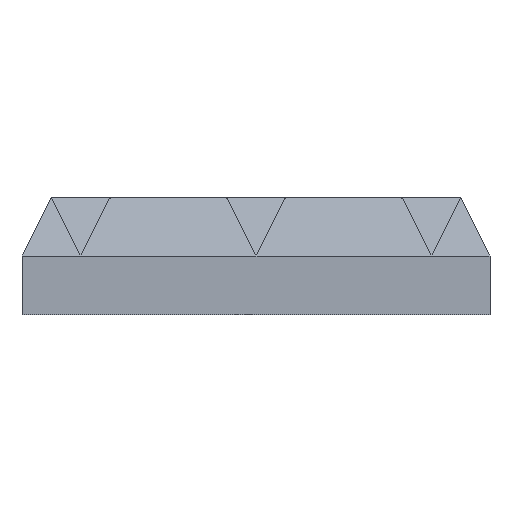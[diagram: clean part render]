
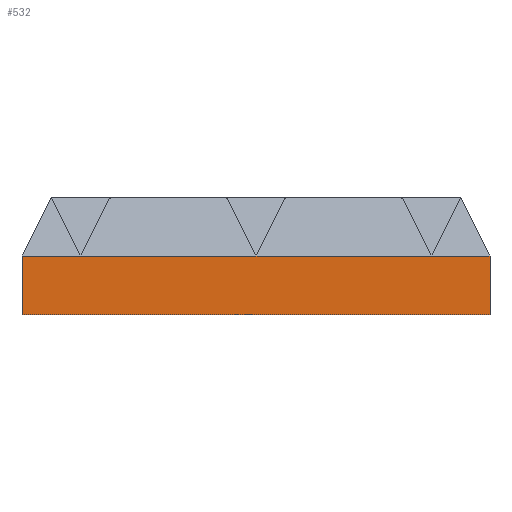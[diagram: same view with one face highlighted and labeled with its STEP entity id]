
A CAD part, left-side view. The second image highlights one B-rep face of the part: STEP entity #532.
In plain terms, the highlighted planar face has unit normal (-1, 0, 0).
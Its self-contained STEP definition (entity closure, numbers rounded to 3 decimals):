
#243 = VERTEX_POINT('',#244);
#244 = CARTESIAN_POINT('',(-0.5,-0.5,1.));
#250 = EDGE_CURVE('',#243,#251,#253,.T.);
#251 = VERTEX_POINT('',#252);
#252 = CARTESIAN_POINT('',(-0.5,-0.5,0.));
#253 = LINE('',#254,#255);
#254 = CARTESIAN_POINT('',(-0.5,-0.5,1.));
#255 = VECTOR('',#256,1.);
#256 = DIRECTION('',(0.,0.,-1.));
#397 = VERTEX_POINT('',#398);
#398 = CARTESIAN_POINT('',(-0.5,0.5,1.));
#415 = VERTEX_POINT('',#416);
#416 = CARTESIAN_POINT('',(-0.5,3.5,1.));
#422 = EDGE_CURVE('',#415,#397,#423,.T.);
#423 = LINE('',#424,#425);
#424 = CARTESIAN_POINT('',(-0.5,3.,1.));
#425 = VECTOR('',#426,1.);
#426 = DIRECTION('',(0.,-1.,0.));
#481 = EDGE_CURVE('',#243,#397,#482,.T.);
#482 = LINE('',#483,#484);
#483 = CARTESIAN_POINT('',(-0.5,-0.5,1.));
#484 = VECTOR('',#485,1.);
#485 = DIRECTION('',(0.,1.,0.));
#532 = ADVANCED_FACE('',(#533),#568,.T.);
#533 = FACE_BOUND('',#534,.T.);
#534 = EDGE_LOOP('',(#535,#536,#537,#545,#553,#561,#567));
#535 = ORIENTED_EDGE('',*,*,#481,.T.);
#536 = ORIENTED_EDGE('',*,*,#422,.F.);
#537 = ORIENTED_EDGE('',*,*,#538,.F.);
#538 = EDGE_CURVE('',#539,#415,#541,.T.);
#539 = VERTEX_POINT('',#540);
#540 = CARTESIAN_POINT('',(-0.5,6.5,1.));
#541 = LINE('',#542,#543);
#542 = CARTESIAN_POINT('',(-0.5,4.,1.));
#543 = VECTOR('',#544,1.);
#544 = DIRECTION('',(0.,-1.,0.));
#545 = ORIENTED_EDGE('',*,*,#546,.T.);
#546 = EDGE_CURVE('',#539,#547,#549,.T.);
#547 = VERTEX_POINT('',#548);
#548 = CARTESIAN_POINT('',(-0.5,7.5,1.));
#549 = LINE('',#550,#551);
#550 = CARTESIAN_POINT('',(-0.5,6.5,1.));
#551 = VECTOR('',#552,1.);
#552 = DIRECTION('',(0.,1.,0.));
#553 = ORIENTED_EDGE('',*,*,#554,.T.);
#554 = EDGE_CURVE('',#547,#555,#557,.T.);
#555 = VERTEX_POINT('',#556);
#556 = CARTESIAN_POINT('',(-0.5,7.5,0.));
#557 = LINE('',#558,#559);
#558 = CARTESIAN_POINT('',(-0.5,7.5,1.));
#559 = VECTOR('',#560,1.);
#560 = DIRECTION('',(0.,0.,-1.));
#561 = ORIENTED_EDGE('',*,*,#562,.F.);
#562 = EDGE_CURVE('',#251,#555,#563,.T.);
#563 = LINE('',#564,#565);
#564 = CARTESIAN_POINT('',(-0.5,6.5,0.));
#565 = VECTOR('',#566,1.);
#566 = DIRECTION('',(0.,1.,0.));
#567 = ORIENTED_EDGE('',*,*,#250,.F.);
#568 = PLANE('',#569);
#569 = AXIS2_PLACEMENT_3D('',#570,#571,#572);
#570 = CARTESIAN_POINT('',(-0.5,3.5,0.5));
#571 = DIRECTION('',(-1.,0.,-0.));
#572 = DIRECTION('',(0.,-1.,0.));
